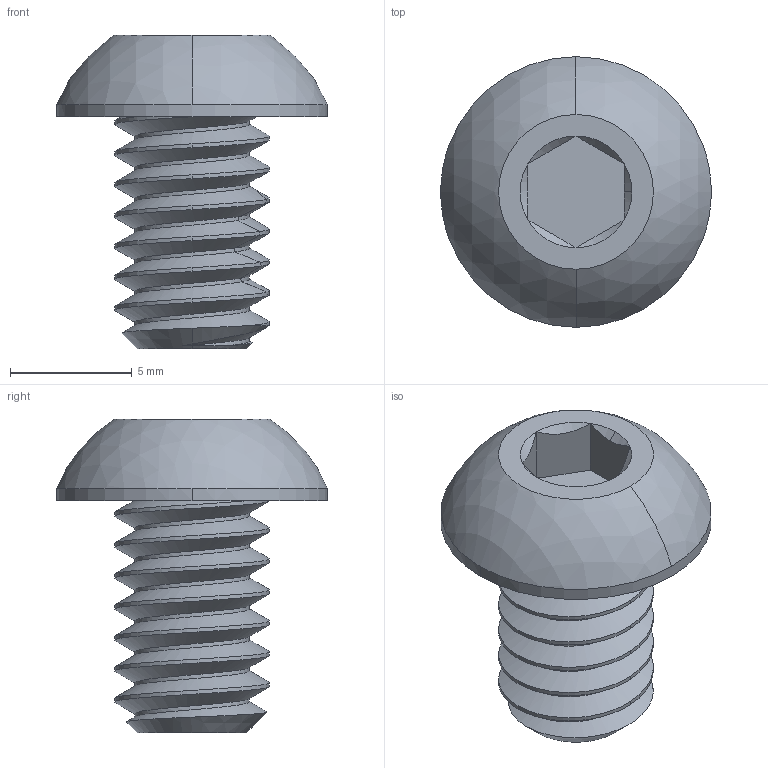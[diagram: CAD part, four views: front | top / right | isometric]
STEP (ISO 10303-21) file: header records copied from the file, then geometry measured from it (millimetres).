
FILE_DESCRIPTION (( 'STEP AP203' ), '1' );
FILE_NAME ('92360A310_Thread-Locking Button Head Hex Drive Screws.STEP', '2021-07-09T15:01:26', ( 'Administrator' ), ( 'Managed by Terraform' ), 'SwSTEP 2.0', 'SolidWorks 2017', '' );
FILE_SCHEMA (( 'CONFIG_CONTROL_DESIGN' ));
Length unit declared in the file: inch
Products named in the file (1): 92360A310_Thread-Locking Button Head Hex Drive Screws
Bounding box: 11.1 x 11.1 x 12.88 mm (x, y, z)
Volume: 439 mm3; surface area: 643.5 mm2
Topology: 2 solids, 2 shells, 75 faces, 195 edges, 126 vertices
Faces by surface type: bspline 27, cylinder 24, plane 12, cone 10, sphere 2
Entity records: 9386 total; most frequent: CARTESIAN_POINT 7896, ORIENTED_EDGE 390, EDGE_CURVE 195, DIRECTION 175, VERTEX_POINT 126, B_SPLINE_CURVE_WITH_KNOTS 79, EDGE_LOOP 77, FACE_OUTER_BOUND 75
